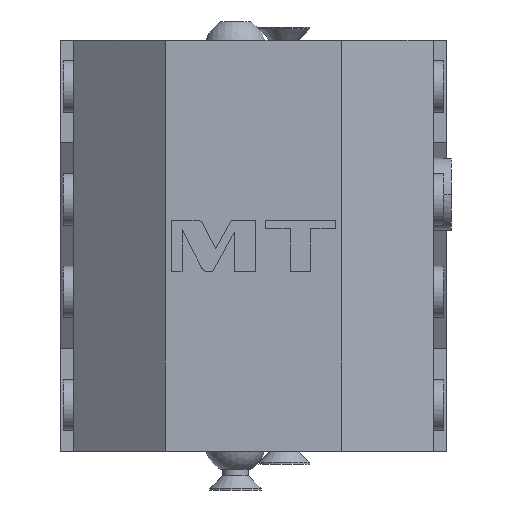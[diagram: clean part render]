
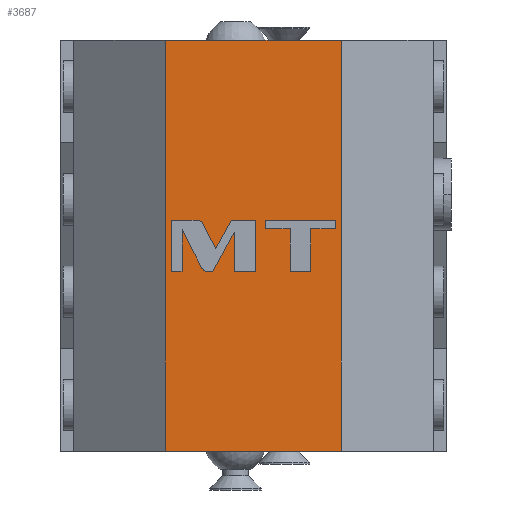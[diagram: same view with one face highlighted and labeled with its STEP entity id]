
A CAD part, left-side view. The second image highlights one B-rep face of the part: STEP entity #3687.
In plain terms, the highlighted planar face has unit normal (-1, 0, 0).
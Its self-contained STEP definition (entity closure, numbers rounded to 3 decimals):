
#72=DIRECTION('',(0.,1.,0.));
#73=VECTOR('',#72,34.247);
#74=CARTESIAN_POINT('',(-111.,-17.124,40.));
#75=LINE('',#74,#73);
#213=DIRECTION('',(0.,1.,0.));
#214=VECTOR('',#213,34.247);
#215=CARTESIAN_POINT('',(-111.,-17.124,-40.));
#216=LINE('',#215,#214);
#833=DIRECTION('',(0.,0.,-1.));
#834=VECTOR('',#833,80.);
#835=CARTESIAN_POINT('',(-111.,-17.124,40.));
#836=LINE('',#835,#834);
#837=CARTESIAN_POINT('',(-111.,9.885,4.349));
#838=CARTESIAN_POINT('',(-111.,10.093,4.751));
#839=CARTESIAN_POINT('',(-111.,10.503,5.));
#840=CARTESIAN_POINT('',(-111.,10.955,5.));
#842=DIRECTION('',(0.,1.,0.));
#843=VECTOR('',#842,5.027);
#844=CARTESIAN_POINT('',(-111.,10.955,5.));
#845=LINE('',#844,#843);
#846=DIRECTION('',(0.,0.,-1.));
#847=VECTOR('',#846,10.);
#848=CARTESIAN_POINT('',(-111.,15.982,5.));
#849=LINE('',#848,#847);
#850=DIRECTION('',(0.,-1.,0.));
#851=VECTOR('',#850,2.08);
#852=CARTESIAN_POINT('',(-111.,15.982,-5.));
#853=LINE('',#852,#851);
#854=DIRECTION('',(0.,0.,1.));
#855=VECTOR('',#854,8.101);
#856=CARTESIAN_POINT('',(-111.,13.902,-5.));
#857=LINE('',#856,#855);
#858=DIRECTION('',(0.,-0.459,-0.888));
#859=VECTOR('',#858,8.387);
#860=CARTESIAN_POINT('',(-111.,13.902,3.101));
#861=LINE('',#860,#859);
#862=CARTESIAN_POINT('',(-111.,10.05,-4.349));
#863=CARTESIAN_POINT('',(-111.,9.842,-4.751));
#864=CARTESIAN_POINT('',(-111.,9.432,-5.));
#865=CARTESIAN_POINT('',(-111.,8.979,-5.));
#867=DIRECTION('',(0.,-1.,0.));
#868=VECTOR('',#867,1.043);
#869=CARTESIAN_POINT('',(-111.,8.979,-5.));
#870=LINE('',#869,#868);
#871=DIRECTION('',(0.,-0.481,0.877));
#872=VECTOR('',#871,8.677);
#873=CARTESIAN_POINT('',(-111.,7.936,-5.));
#874=LINE('',#873,#872);
#875=DIRECTION('',(0.,0.,-1.));
#876=VECTOR('',#875,7.606);
#877=CARTESIAN_POINT('',(-111.,3.761,2.606));
#878=LINE('',#877,#876);
#879=DIRECTION('',(0.,-1.,0.));
#880=VECTOR('',#879,4.208);
#881=CARTESIAN_POINT('',(-111.,3.761,-5.));
#882=LINE('',#881,#880);
#883=DIRECTION('',(0.,0.,1.));
#884=VECTOR('',#883,10.);
#885=CARTESIAN_POINT('',(-111.,-0.447,-5.));
#886=LINE('',#885,#884);
#887=DIRECTION('',(0.,1.,0.));
#888=VECTOR('',#887,4.744);
#889=CARTESIAN_POINT('',(-111.,-0.447,5.));
#890=LINE('',#889,#888);
#891=DIRECTION('',(0.,0.481,-0.877));
#892=VECTOR('',#891,6.341);
#893=CARTESIAN_POINT('',(-111.,4.297,5.));
#894=LINE('',#893,#892);
#895=DIRECTION('',(0.,0.459,0.888));
#896=VECTOR('',#895,5.524);
#897=CARTESIAN_POINT('',(-111.,7.348,-0.558));
#898=LINE('',#897,#896);
#899=DIRECTION('',(0.,0.,-1.));
#900=VECTOR('',#899,8.297);
#901=CARTESIAN_POINT('',(-111.,-7.172,3.297));
#902=LINE('',#901,#900);
#903=DIRECTION('',(0.,-1.,0.));
#904=VECTOR('',#903,3.961);
#905=CARTESIAN_POINT('',(-111.,-7.172,-5.));
#906=LINE('',#905,#904);
#907=DIRECTION('',(0.,0.,1.));
#908=VECTOR('',#907,8.297);
#909=CARTESIAN_POINT('',(-111.,-11.133,-5.));
#910=LINE('',#909,#908);
#911=DIRECTION('',(0.,-1.,0.));
#912=VECTOR('',#911,4.848);
#913=CARTESIAN_POINT('',(-111.,-11.133,3.297));
#914=LINE('',#913,#912);
#915=DIRECTION('',(0.,0.,1.));
#916=VECTOR('',#915,1.703);
#917=CARTESIAN_POINT('',(-111.,-15.981,3.297));
#918=LINE('',#917,#916);
#919=DIRECTION('',(0.,1.,0.));
#920=VECTOR('',#919,13.657);
#921=CARTESIAN_POINT('',(-111.,-15.981,5.));
#922=LINE('',#921,#920);
#923=DIRECTION('',(0.,0.,-1.));
#924=VECTOR('',#923,1.703);
#925=CARTESIAN_POINT('',(-111.,-2.324,5.));
#926=LINE('',#925,#924);
#927=DIRECTION('',(0.,-1.,0.));
#928=VECTOR('',#927,4.848);
#929=CARTESIAN_POINT('',(-111.,-2.324,3.297));
#930=LINE('',#929,#928);
#931=DIRECTION('',(0.,0.,-1.));
#932=VECTOR('',#931,80.);
#933=CARTESIAN_POINT('',(-111.,17.124,40.));
#934=LINE('',#933,#932);
#2122=CARTESIAN_POINT('',(-111.,-17.124,40.));
#2124=VERTEX_POINT('',#2122);
#2125=CARTESIAN_POINT('',(-111.,17.124,40.));
#2126=VERTEX_POINT('',#2125);
#2130=CARTESIAN_POINT('',(-111.,-17.124,-40.));
#2132=VERTEX_POINT('',#2130);
#2133=CARTESIAN_POINT('',(-111.,17.124,-40.));
#2134=VERTEX_POINT('',#2133);
#2645=CARTESIAN_POINT('',(-111.,9.885,4.349));
#2646=VERTEX_POINT('',#2645);
#2647=CARTESIAN_POINT('',(-111.,10.955,5.));
#2648=VERTEX_POINT('',#2647);
#2649=CARTESIAN_POINT('',(-111.,15.982,5.));
#2650=VERTEX_POINT('',#2649);
#2651=CARTESIAN_POINT('',(-111.,15.982,-5.));
#2652=VERTEX_POINT('',#2651);
#2653=CARTESIAN_POINT('',(-111.,13.902,-5.));
#2654=VERTEX_POINT('',#2653);
#2655=CARTESIAN_POINT('',(-111.,13.902,3.101));
#2656=VERTEX_POINT('',#2655);
#2657=CARTESIAN_POINT('',(-111.,10.05,-4.349));
#2658=VERTEX_POINT('',#2657);
#2659=CARTESIAN_POINT('',(-111.,8.979,-5.));
#2660=VERTEX_POINT('',#2659);
#2661=CARTESIAN_POINT('',(-111.,7.936,-5.));
#2662=VERTEX_POINT('',#2661);
#2663=CARTESIAN_POINT('',(-111.,3.761,2.606));
#2664=VERTEX_POINT('',#2663);
#2665=CARTESIAN_POINT('',(-111.,3.761,-5.));
#2666=VERTEX_POINT('',#2665);
#2667=CARTESIAN_POINT('',(-111.,-0.447,-5.));
#2668=VERTEX_POINT('',#2667);
#2669=CARTESIAN_POINT('',(-111.,-0.447,5.));
#2670=VERTEX_POINT('',#2669);
#2671=CARTESIAN_POINT('',(-111.,4.297,5.));
#2672=VERTEX_POINT('',#2671);
#2673=CARTESIAN_POINT('',(-111.,7.348,-0.558));
#2674=VERTEX_POINT('',#2673);
#2675=CARTESIAN_POINT('',(-111.,-7.172,3.297));
#2676=VERTEX_POINT('',#2675);
#2677=CARTESIAN_POINT('',(-111.,-7.172,-5.));
#2678=VERTEX_POINT('',#2677);
#2679=CARTESIAN_POINT('',(-111.,-11.133,-5.));
#2680=VERTEX_POINT('',#2679);
#2681=CARTESIAN_POINT('',(-111.,-11.133,3.297));
#2682=VERTEX_POINT('',#2681);
#2683=CARTESIAN_POINT('',(-111.,-15.981,3.297));
#2684=VERTEX_POINT('',#2683);
#2685=CARTESIAN_POINT('',(-111.,-15.981,5.));
#2686=VERTEX_POINT('',#2685);
#2687=CARTESIAN_POINT('',(-111.,-2.324,5.));
#2688=VERTEX_POINT('',#2687);
#2689=CARTESIAN_POINT('',(-111.,-2.324,3.297));
#2690=VERTEX_POINT('',#2689);
#3625=CARTESIAN_POINT('',(-111.,-17.124,40.));
#3626=DIRECTION('',(-1.,0.,0.));
#3627=DIRECTION('',(0.,1.,0.));
#3628=AXIS2_PLACEMENT_3D('',#3625,#3626,#3627);
#3629=PLANE('',#3628);
#3630=ORIENTED_EDGE('',*,*,#2730,.F.);
#3631=ORIENTED_EDGE('',*,*,#3620,.T.);
#3632=ORIENTED_EDGE('',*,*,#2864,.T.);
#3634=ORIENTED_EDGE('',*,*,#3633,.F.);
#3635=EDGE_LOOP('',(#3630,#3631,#3632,#3634));
#3636=FACE_OUTER_BOUND('',#3635,.F.);
#3638=ORIENTED_EDGE('',*,*,#3637,.T.);
#3640=ORIENTED_EDGE('',*,*,#3639,.T.);
#3642=ORIENTED_EDGE('',*,*,#3641,.T.);
#3644=ORIENTED_EDGE('',*,*,#3643,.T.);
#3646=ORIENTED_EDGE('',*,*,#3645,.T.);
#3648=ORIENTED_EDGE('',*,*,#3647,.T.);
#3650=ORIENTED_EDGE('',*,*,#3649,.T.);
#3652=ORIENTED_EDGE('',*,*,#3651,.T.);
#3654=ORIENTED_EDGE('',*,*,#3653,.T.);
#3656=ORIENTED_EDGE('',*,*,#3655,.T.);
#3658=ORIENTED_EDGE('',*,*,#3657,.T.);
#3660=ORIENTED_EDGE('',*,*,#3659,.T.);
#3662=ORIENTED_EDGE('',*,*,#3661,.T.);
#3664=ORIENTED_EDGE('',*,*,#3663,.T.);
#3666=ORIENTED_EDGE('',*,*,#3665,.T.);
#3667=EDGE_LOOP('',(#3638,#3640,#3642,#3644,#3646,#3648,#3650,#3652,#3654,#3656,
#3658,#3660,#3662,#3664,#3666));
#3668=FACE_BOUND('',#3667,.F.);
#3670=ORIENTED_EDGE('',*,*,#3669,.T.);
#3672=ORIENTED_EDGE('',*,*,#3671,.T.);
#3674=ORIENTED_EDGE('',*,*,#3673,.T.);
#3676=ORIENTED_EDGE('',*,*,#3675,.T.);
#3678=ORIENTED_EDGE('',*,*,#3677,.T.);
#3680=ORIENTED_EDGE('',*,*,#3679,.T.);
#3682=ORIENTED_EDGE('',*,*,#3681,.T.);
#3684=ORIENTED_EDGE('',*,*,#3683,.T.);
#3685=EDGE_LOOP('',(#3670,#3672,#3674,#3676,#3678,#3680,#3682,#3684));
#3686=FACE_BOUND('',#3685,.F.);
#3687=ADVANCED_FACE('',(#3636,#3668,#3686),#3629,.T.);
#841=B_SPLINE_CURVE_WITH_KNOTS('',3,(#837,#838,#839,#840),.UNSPECIFIED.,.F.,.F.,
(4,4),(0.,1.),.UNSPECIFIED.);
#866=B_SPLINE_CURVE_WITH_KNOTS('',3,(#862,#863,#864,#865),.UNSPECIFIED.,.F.,.F.,
(4,4),(0.,1.),.UNSPECIFIED.);
#2730=EDGE_CURVE('',#2124,#2126,#75,.T.);
#2864=EDGE_CURVE('',#2132,#2134,#216,.T.);
#3620=EDGE_CURVE('',#2124,#2132,#836,.T.);
#3633=EDGE_CURVE('',#2126,#2134,#934,.T.);
#3637=EDGE_CURVE('',#2646,#2648,#841,.T.);
#3639=EDGE_CURVE('',#2648,#2650,#845,.T.);
#3641=EDGE_CURVE('',#2650,#2652,#849,.T.);
#3643=EDGE_CURVE('',#2652,#2654,#853,.T.);
#3645=EDGE_CURVE('',#2654,#2656,#857,.T.);
#3647=EDGE_CURVE('',#2656,#2658,#861,.T.);
#3649=EDGE_CURVE('',#2658,#2660,#866,.T.);
#3651=EDGE_CURVE('',#2660,#2662,#870,.T.);
#3653=EDGE_CURVE('',#2662,#2664,#874,.T.);
#3655=EDGE_CURVE('',#2664,#2666,#878,.T.);
#3657=EDGE_CURVE('',#2666,#2668,#882,.T.);
#3659=EDGE_CURVE('',#2668,#2670,#886,.T.);
#3661=EDGE_CURVE('',#2670,#2672,#890,.T.);
#3663=EDGE_CURVE('',#2672,#2674,#894,.T.);
#3665=EDGE_CURVE('',#2674,#2646,#898,.T.);
#3669=EDGE_CURVE('',#2676,#2678,#902,.T.);
#3671=EDGE_CURVE('',#2678,#2680,#906,.T.);
#3673=EDGE_CURVE('',#2680,#2682,#910,.T.);
#3675=EDGE_CURVE('',#2682,#2684,#914,.T.);
#3677=EDGE_CURVE('',#2684,#2686,#918,.T.);
#3679=EDGE_CURVE('',#2686,#2688,#922,.T.);
#3681=EDGE_CURVE('',#2688,#2690,#926,.T.);
#3683=EDGE_CURVE('',#2690,#2676,#930,.T.);
